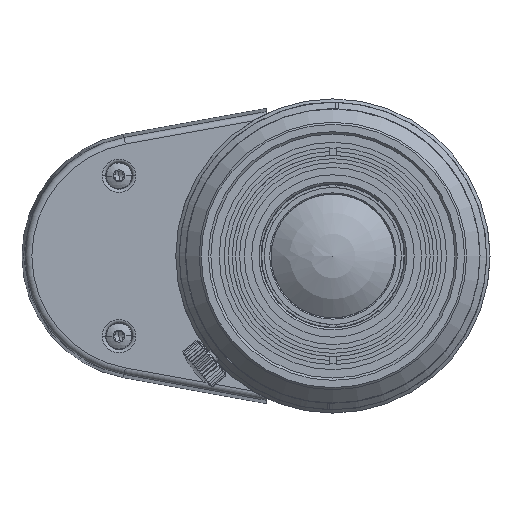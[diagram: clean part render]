
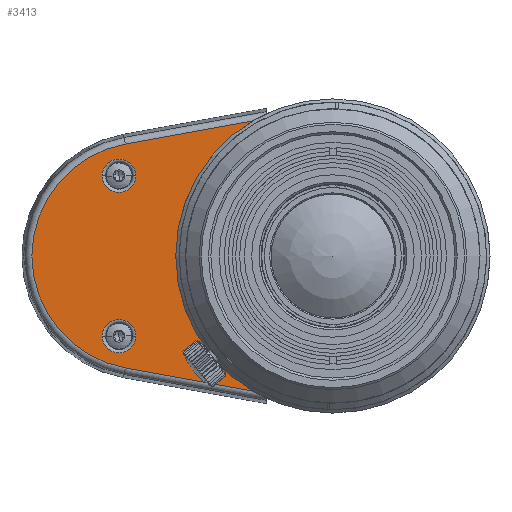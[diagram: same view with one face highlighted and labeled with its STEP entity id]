
A CAD part, left-side view. The second image highlights one B-rep face of the part: STEP entity #3413.
In plain terms, the highlighted planar face has unit normal (-1, 0, 0).
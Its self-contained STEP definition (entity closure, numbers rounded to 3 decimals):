
#595=PLANE('',#22714);
#1122=FACE_BOUND('',#6176,.T.);
#1123=FACE_BOUND('',#6177,.T.);
#1124=FACE_BOUND('',#6178,.T.);
#3413=ADVANCED_FACE('',(#1122,#1123,#1124),#595,.F.);
#6176=EDGE_LOOP('',(#13966,#13967));
#6177=EDGE_LOOP('',(#13968,#13969));
#6178=EDGE_LOOP('',(#13970,#13971,#13972,#13973,#13974));
#7371=LINE('',#39946,#8546);
#7372=LINE('',#39949,#8547);
#8546=VECTOR('',#27141,1.);
#8547=VECTOR('',#27144,1.);
#13966=ORIENTED_EDGE('',*,*,#19831,.T.);
#13967=ORIENTED_EDGE('',*,*,#19888,.T.);
#13968=ORIENTED_EDGE('',*,*,#19827,.T.);
#13969=ORIENTED_EDGE('',*,*,#19889,.T.);
#13970=ORIENTED_EDGE('',*,*,#19890,.T.);
#13971=ORIENTED_EDGE('',*,*,#19891,.T.);
#13972=ORIENTED_EDGE('',*,*,#19870,.F.);
#13973=ORIENTED_EDGE('',*,*,#19892,.F.);
#13974=ORIENTED_EDGE('',*,*,#19893,.T.);
#16902=VERTEX_POINT('',#39764);
#16903=VERTEX_POINT('',#39766);
#16906=VERTEX_POINT('',#39773);
#16907=VERTEX_POINT('',#39775);
#16937=VERTEX_POINT('',#39893);
#16938=VERTEX_POINT('',#39895);
#16953=VERTEX_POINT('',#39944);
#16954=VERTEX_POINT('',#39945);
#16955=VERTEX_POINT('',#39948);
#19827=EDGE_CURVE('',#16903,#16902,#20952,.T.);
#19831=EDGE_CURVE('',#16907,#16906,#20956,.T.);
#19870=EDGE_CURVE('',#16937,#16938,#20981,.T.);
#19888=EDGE_CURVE('',#16906,#16907,#20989,.T.);
#19889=EDGE_CURVE('',#16902,#16903,#20990,.T.);
#19890=EDGE_CURVE('',#16953,#16954,#20991,.T.);
#19891=EDGE_CURVE('',#16954,#16938,#7371,.T.);
#19892=EDGE_CURVE('',#16955,#16937,#20992,.T.);
#19893=EDGE_CURVE('',#16955,#16953,#7372,.T.);
#20952=CIRCLE('',#22656,2.5);
#20956=CIRCLE('',#22661,2.5);
#20981=CIRCLE('',#22697,23.5);
#20989=CIRCLE('',#22710,2.5);
#20990=CIRCLE('',#22711,2.5);
#20991=CIRCLE('',#22712,17.022);
#20992=CIRCLE('',#22713,23.5);
#22656=AXIS2_PLACEMENT_3D('',#39765,#27008,#27009);
#22661=AXIS2_PLACEMENT_3D('',#39774,#27018,#27019);
#22697=AXIS2_PLACEMENT_3D('',#39894,#27101,#27102);
#22710=AXIS2_PLACEMENT_3D('',#39941,#27135,#27136);
#22711=AXIS2_PLACEMENT_3D('',#39942,#27137,#27138);
#22712=AXIS2_PLACEMENT_3D('',#39943,#27139,#27140);
#22713=AXIS2_PLACEMENT_3D('',#39947,#27142,#27143);
#22714=AXIS2_PLACEMENT_3D('',#39950,#27145,#27146);
#27008=DIRECTION('',(1.,0.,0.));
#27009=DIRECTION('',(0.,-1.,0.));
#27018=DIRECTION('',(1.,0.,0.));
#27019=DIRECTION('',(0.,-1.,0.));
#27101=DIRECTION('',(-1.,0.,0.));
#27102=DIRECTION('',(0.,-1.,0.));
#27135=DIRECTION('',(1.,0.,0.));
#27136=DIRECTION('',(0.,-1.,0.));
#27137=DIRECTION('',(1.,0.,0.));
#27138=DIRECTION('',(0.,-1.,0.));
#27139=DIRECTION('',(-1.,0.,0.));
#27140=DIRECTION('',(0.,-1.,0.));
#27141=DIRECTION('',(0.,-0.984,-0.179));
#27142=DIRECTION('',(-1.,0.,0.));
#27143=DIRECTION('',(0.,-1.,0.));
#27144=DIRECTION('',(0.,0.984,-0.179));
#27145=DIRECTION('',(1.,0.,0.));
#27146=DIRECTION('',(0.,1.,0.));
#39764=CARTESIAN_POINT('',(-42.809,34.5,-12.));
#39765=CARTESIAN_POINT('',(-42.809,32.,-12.));
#39766=CARTESIAN_POINT('',(-42.809,29.5,-12.));
#39773=CARTESIAN_POINT('',(-42.809,34.5,12.));
#39774=CARTESIAN_POINT('',(-42.809,32.,12.));
#39775=CARTESIAN_POINT('',(-42.809,29.5,12.));
#39893=CARTESIAN_POINT('',(-42.809,23.5,0.));
#39894=CARTESIAN_POINT('',(-42.809,0.,0.));
#39895=CARTESIAN_POINT('',(-42.809,12.004,-20.203));
#39941=CARTESIAN_POINT('',(-42.809,32.,12.));
#39942=CARTESIAN_POINT('',(-42.809,32.,-12.));
#39943=CARTESIAN_POINT('',(-42.809,28.,0.));
#39944=CARTESIAN_POINT('',(-42.809,31.04,16.748));
#39945=CARTESIAN_POINT('',(-42.809,31.04,-16.748));
#39946=CARTESIAN_POINT('',(-42.809,31.04,-16.748));
#39947=CARTESIAN_POINT('',(-42.809,0.,0.));
#39948=CARTESIAN_POINT('',(-42.809,12.004,20.203));
#39949=CARTESIAN_POINT('',(-42.809,31.04,16.748));
#39950=CARTESIAN_POINT('',(-42.809,28.,0.));
